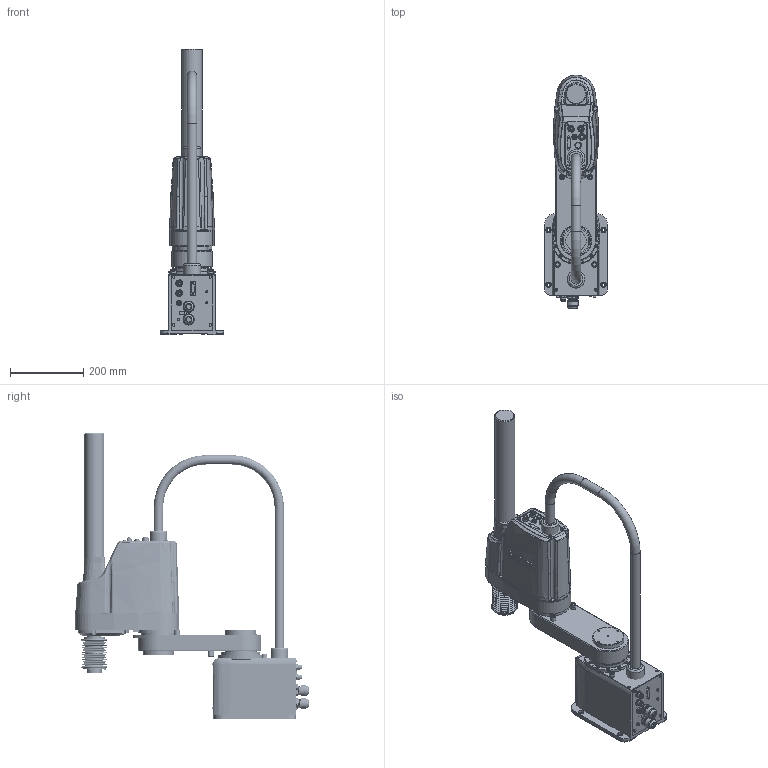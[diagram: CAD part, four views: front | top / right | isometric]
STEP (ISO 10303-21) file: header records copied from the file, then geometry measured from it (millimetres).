
FILE_DESCRIPTION(/* description */ (''),/* implementation_level */ '2;1');
FILE_NAME(/* name */ 'RS405-400-40P-LU.stp',/* time_stamp */ '2020-08-03T09:49:43+08:00',/* author */ ('jack_chao'),/* organization */ (''),/* preprocessor_version */ 'ST-DEVELOPER v18.1',/* originating_system */ 'Autodesk Inventor 2020',/* authorisation */ '');
FILE_SCHEMA (('AUTOMOTIVE_DESIGN { 1 0 10303 214 3 1 1 }'));
Products named in the file (7): RS405-400-40P-LU; RS405-1; A1; B-400; pipe-400; A-2; P-2
Assembly tree (6 placements, depth 2):
  RS405-400-40P-LU
    RS405-1
    A1
    B-400
    pipe-400
    A-2
    P-2
Bounding box: 172 x 637.34 x 780 mm (x, y, z)
Volume: 16318020.9 mm3; surface area: 1359828.1 mm2
Topology: 109 solids, 109 shells, 3052 faces, 7704 edges, 5089 vertices
Faces by surface type: plane 1349, cylinder 672, cone 480, bspline 370, torus 181
Full cylindrical faces by diameter (mm): 2 x1, 2.113 x4, 2.459 x3, 2.5 x2, 2.6 x4, 3 x26, 3.242 x10, 3.3 x1, 3.4 x11, 3.5 x10, 4 x24, 4.134 x12, 4.2 x4, 4.5 x20, 4.917 x2, 5 x5, 5.4 x24, 5.5 x36, 5.7 x3, 6 x9, 6.647 x2, 6.9 x2, 7 x26, 8.5 x12, 9 x4, 9.5 x2, 9.8 x1, 10 x10, 10.4 x3, 10.8 x1
Entity records: 153743 total; most frequent: CARTESIAN_POINT 77613, ORIENTED_EDGE 15280, DIRECTION 14950, EDGE_CURVE 7640, AXIS2_PLACEMENT_3D 5925, VERTEX_POINT 5101, EDGE_LOOP 3521, CIRCLE 3198
